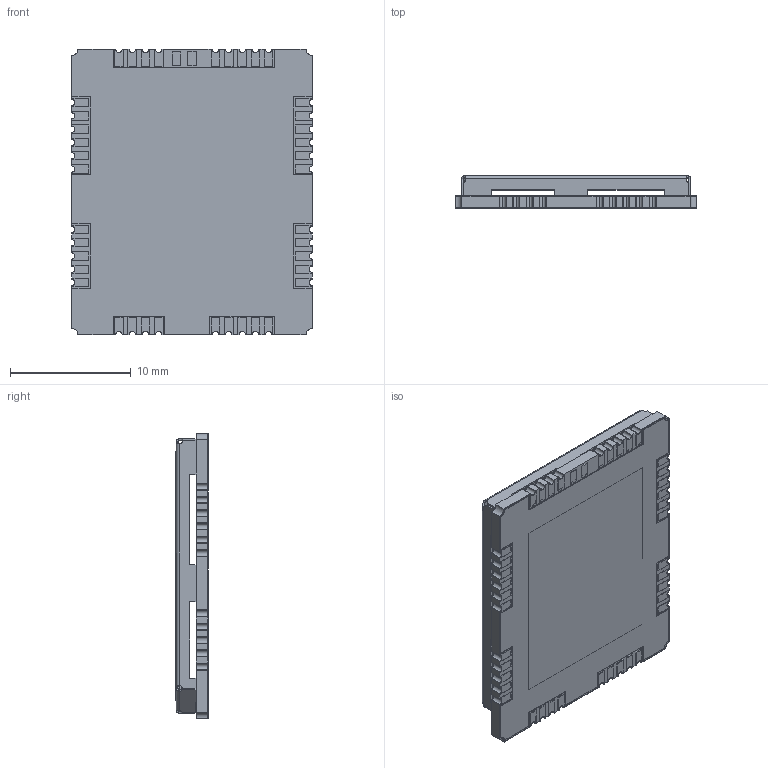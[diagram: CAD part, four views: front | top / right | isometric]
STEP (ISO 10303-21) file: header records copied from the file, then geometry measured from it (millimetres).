
FILE_DESCRIPTION (( 'STEP AP214' ), '1' );
FILE_NAME ('QUECTEL_M95.STEP', '2015-03-09T08:50:00', ( '' ), ( '' ), '', '', '' );
FILE_SCHEMA (( '' ));
Length unit declared in the file: millimetre
Products named in the file (1): QUECTEL_M95
Bounding box: 19.9 x 2.67 x 23.6 mm (x, y, z)
Volume: 670.5 mm3; surface area: 5629.6 mm2
Topology: 6 solids, 6 shells, 1134 faces, 3323 edges, 2200 vertices
Faces by surface type: plane 937, cylinder 187, bspline 10
Entity records: 37381 total; most frequent: CARTESIAN_POINT 6908, ORIENTED_EDGE 6646, DIRECTION 5887, EDGE_CURVE 3323, LINE 2929, VECTOR 2929, VERTEX_POINT 2200, AXIS2_PLACEMENT_3D 1479
